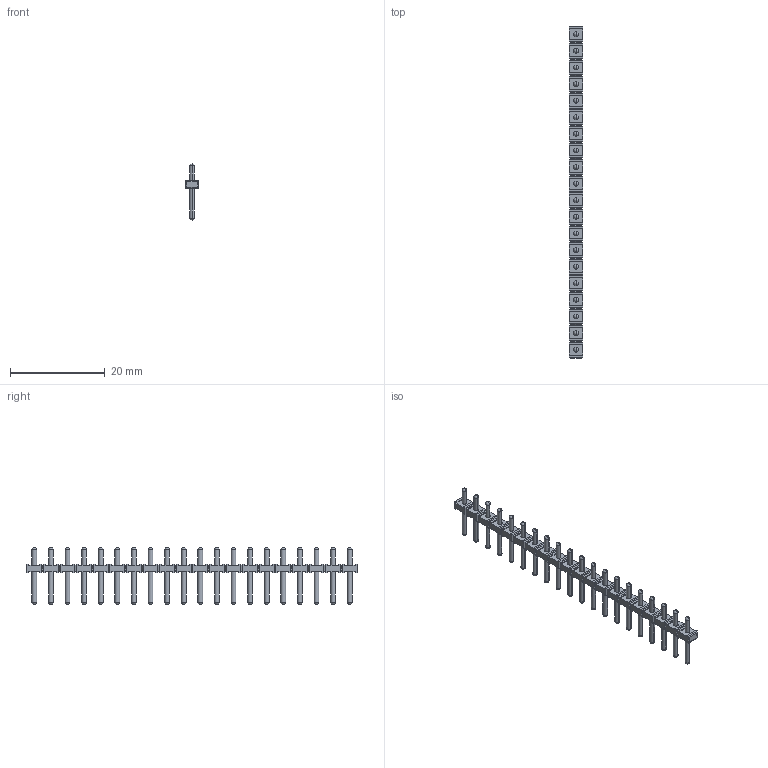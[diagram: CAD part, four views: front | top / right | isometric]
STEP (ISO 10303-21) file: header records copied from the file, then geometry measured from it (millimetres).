
FILE_DESCRIPTION((''),'2;1');
FILE_NAME('1111','2024-09-29T11:54:58',('tluser'),(''),'CREO PARAMETRIC BY PTC INC, 2018100','CREO PARAMETRIC BY PTC INC, 2018100','');
FILE_SCHEMA(('CONFIG_CONTROL_DESIGN'));
Length unit declared in the file: millimetre
Products named in the file (1): 1111
Bounding box: 2.8 x 70 x 12 mm (x, y, z)
Volume: 450.2 mm3; surface area: 1339.2 mm2
Topology: 1 solids, 1 shells, 646 faces, 1532 edges, 848 vertices
Faces by surface type: plane 486, cylinder 80, sphere 80
Entity records: 17394 total; most frequent: DIRECTION 2984, CARTESIAN_POINT 2946, ORIENTED_EDGE 2904, EDGE_CURVE 1452, VECTOR 1212, LINE 1212, AXIS2_PLACEMENT_3D 886, VERTEX_POINT 848
